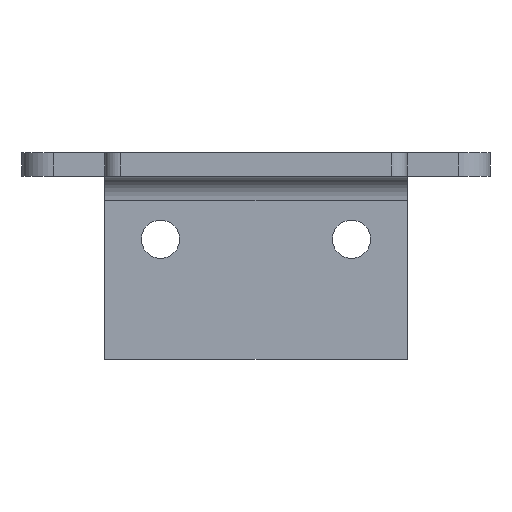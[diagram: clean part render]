
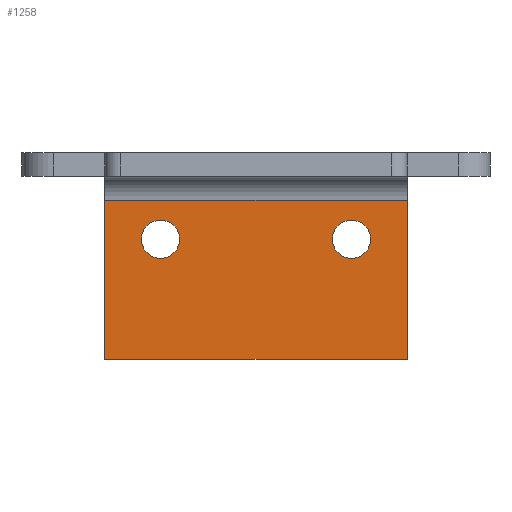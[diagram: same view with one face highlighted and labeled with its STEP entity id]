
A CAD part, front view. The second image highlights one B-rep face of the part: STEP entity #1258.
In plain terms, the highlighted planar face has unit normal (0, -1, 0).
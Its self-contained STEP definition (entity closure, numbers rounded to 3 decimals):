
#45=FACE_BOUND('',#200,.T.);
#46=FACE_BOUND('',#201,.T.);
#60=PLANE('',#1401);
#104=FACE_OUTER_BOUND('',#199,.T.);
#199=EDGE_LOOP('',(#1030,#1031,#1032,#1033));
#200=EDGE_LOOP('',(#1034));
#201=EDGE_LOOP('',(#1035));
#316=LINE('',#2097,#431);
#319=LINE('',#2103,#434);
#320=LINE('',#2105,#435);
#321=LINE('',#2106,#436);
#431=VECTOR('',#1692,2.16);
#434=VECTOR('',#1697,10.);
#435=VECTOR('',#1698,2.16);
#436=VECTOR('',#1699,10.);
#533=CIRCLE('',#1392,1.2);
#535=CIRCLE('',#1395,1.2);
#647=VERTEX_POINT('',#2076);
#649=VERTEX_POINT('',#2082);
#653=VERTEX_POINT('',#2094);
#654=VERTEX_POINT('',#2096);
#656=VERTEX_POINT('',#2102);
#657=VERTEX_POINT('',#2104);
#784=EDGE_CURVE('',#647,#647,#533,.T.);
#787=EDGE_CURVE('',#649,#649,#535,.T.);
#794=EDGE_CURVE('',#654,#653,#316,.T.);
#797=EDGE_CURVE('',#653,#656,#319,.T.);
#798=EDGE_CURVE('',#657,#656,#320,.T.);
#799=EDGE_CURVE('',#657,#654,#321,.F.);
#1030=ORIENTED_EDGE('',*,*,#797,.T.);
#1031=ORIENTED_EDGE('',*,*,#798,.F.);
#1032=ORIENTED_EDGE('',*,*,#799,.T.);
#1033=ORIENTED_EDGE('',*,*,#794,.T.);
#1034=ORIENTED_EDGE('',*,*,#784,.T.);
#1035=ORIENTED_EDGE('',*,*,#787,.T.);
#1258=ADVANCED_FACE('',(#104,#45,#46),#60,.T.);
#1392=AXIS2_PLACEMENT_3D('',#2077,#1670,#1671);
#1395=AXIS2_PLACEMENT_3D('',#2083,#1677,#1678);
#1401=AXIS2_PLACEMENT_3D('',#2101,#1695,#1696);
#1670=DIRECTION('center_axis',(0.,1.,0.));
#1671=DIRECTION('ref_axis',(1.,0.,0.));
#1677=DIRECTION('center_axis',(0.,1.,0.));
#1678=DIRECTION('ref_axis',(1.,0.,0.));
#1692=DIRECTION('',(0.,0.,1.));
#1695=DIRECTION('center_axis',(0.,-1.,0.));
#1696=DIRECTION('ref_axis',(-1.,0.,0.));
#1697=DIRECTION('',(-1.,0.,0.));
#1698=DIRECTION('',(0.,0.,1.));
#1699=DIRECTION('',(-1.,0.,0.));
#2076=CARTESIAN_POINT('',(4.8,88.65,-17.95));
#2077=CARTESIAN_POINT('Origin',(6.,88.65,-17.95));
#2082=CARTESIAN_POINT('',(-7.2,88.65,-17.95));
#2083=CARTESIAN_POINT('Origin',(-6.,88.65,-17.95));
#2094=CARTESIAN_POINT('',(9.5,88.65,-15.5));
#2096=CARTESIAN_POINT('',(9.5,88.65,-25.5));
#2097=CARTESIAN_POINT('',(9.5,88.65,-8.714));
#2101=CARTESIAN_POINT('Origin',(0.,88.65,-21.304));
#2102=CARTESIAN_POINT('',(-9.5,88.65,-15.5));
#2103=CARTESIAN_POINT('',(0.,88.65,-15.5));
#2104=CARTESIAN_POINT('',(-9.5,88.65,-25.5));
#2105=CARTESIAN_POINT('',(-9.5,88.65,-8.714));
#2106=CARTESIAN_POINT('',(4.75,88.65,-25.5));
